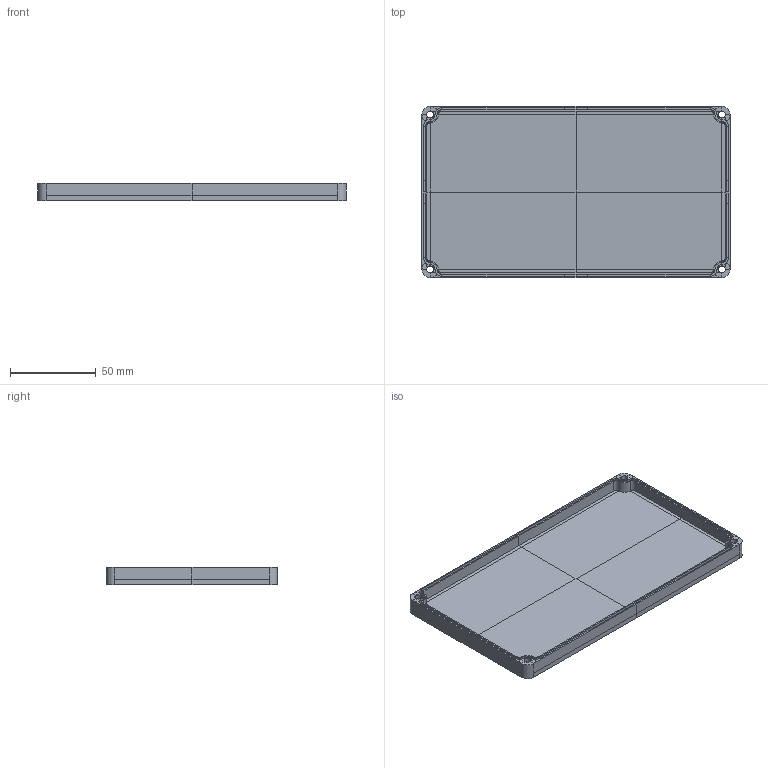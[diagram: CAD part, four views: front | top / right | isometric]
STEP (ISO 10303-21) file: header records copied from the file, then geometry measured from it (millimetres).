
FILE_DESCRIPTION(('FreeCAD Model'),'2;1');
FILE_NAME('Open CASCADE Shape Model','2024-01-19T21:29:01',('Author'),( ''),'Open CASCADE STEP processor 7.6','FreeCAD','Unknown');
FILE_SCHEMA(('AUTOMOTIVE_DESIGN { 1 0 10303 214 1 1 1 1 }'));
Length unit declared in the file: millimetre
Products named in the file (1): union029
Bounding box: 180 x 100 x 10 mm (x, y, z)
Volume: 63433.7 mm3; surface area: 48485.1 mm2
Topology: 1 solids, 1 shells, 352 faces, 812 edges, 458 vertices
Faces by surface type: plane 296, cylinder 52, cone 4
Full cylindrical faces by diameter (mm): 4 x4, 6 x8
Entity records: 10890 total; most frequent: DIRECTION 1790, ORIENTED_EDGE 1624, CARTESIAN_POINT 1623, EDGE_CURVE 812, AXIS2_PLACEMENT_3D 625, LINE 540, VECTOR 540, VERTEX_POINT 458
